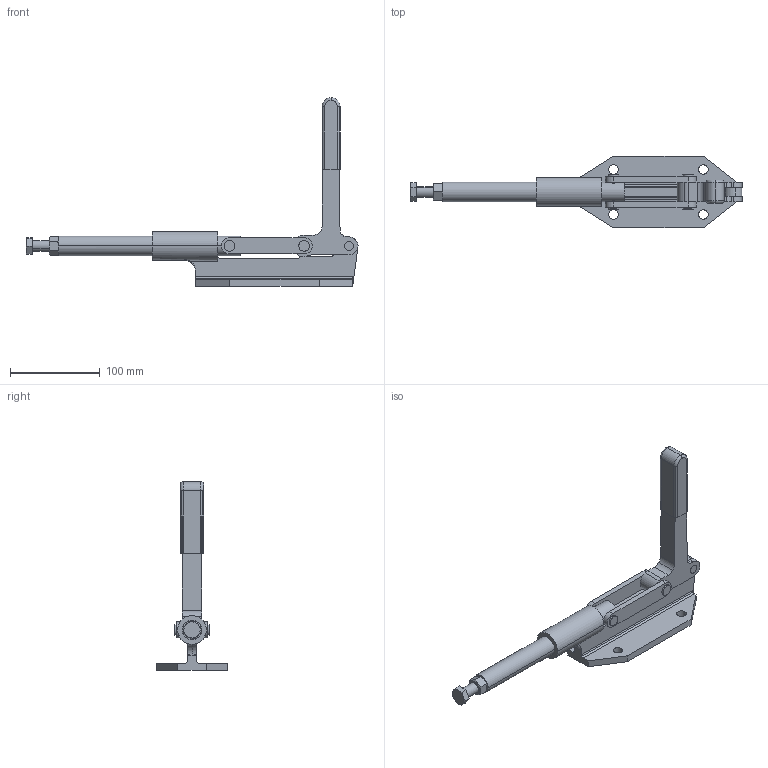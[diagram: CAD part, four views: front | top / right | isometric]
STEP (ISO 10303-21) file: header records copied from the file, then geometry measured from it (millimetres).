
FILE_DESCRIPTION((''),'2;1');
FILE_NAME('CP100-90.stp','2006-07-11T15:28:28',('Matthew'),(''),'Autodesk Inventor 8','Autodesk Inventor 8','');
FILE_SCHEMA(('AUTOMOTIVE_DESIGN { 1 0 10303 214 1 1 1 1 }'));
Length unit declared in the file: millimetre
Products named in the file (12): CP100-90; CP100-901; CP100-902; CP100-903; CP100-904; CP100-905; CP100-906; CP100-907; CP100-908; CP100-909; CP100-9010; CP100-9011
Assembly tree (11 placements, depth 2):
  CP100-90
    CP100-901
    CP100-902
    CP100-903
    CP100-904
    CP100-905
    CP100-906
    CP100-907
    CP100-908
    CP100-909
    CP100-9010
    CP100-9011
Bounding box: 369.52 x 80 x 210 mm (x, y, z)
Volume: 403448.4 mm3; surface area: 112856.1 mm2
Topology: 11 solids, 11 shells, 212 faces, 529 edges, 345 vertices
Faces by surface type: cylinder 111, plane 79, cone 16, torus 6
Entity records: 6945 total; most frequent: CARTESIAN_POINT 1383, DIRECTION 1204, ORIENTED_EDGE 1058, EDGE_CURVE 529, AXIS2_PLACEMENT_3D 478, VERTEX_POINT 345, VECTOR 248, LINE 248
